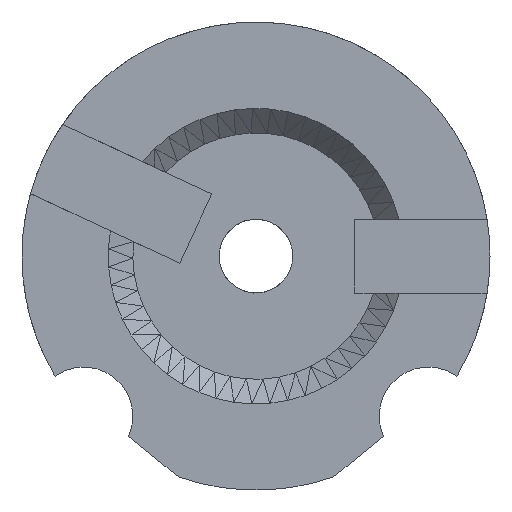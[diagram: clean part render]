
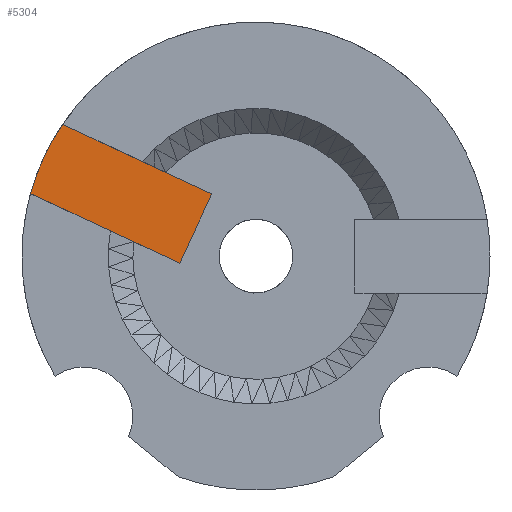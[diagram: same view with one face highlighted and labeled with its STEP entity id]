
A CAD part, left-side view. The second image highlights one B-rep face of the part: STEP entity #5304.
In plain terms, the highlighted planar face has unit normal (-1, 0, 0).
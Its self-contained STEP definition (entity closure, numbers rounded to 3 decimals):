
#400 = VERTEX_POINT('',#401);
#401 = CARTESIAN_POINT('',(50.,9.154,2.539));
#1642 = EDGE_CURVE('',#1643,#400,#1645,.T.);
#1643 = VERTEX_POINT('',#1644);
#1644 = CARTESIAN_POINT('',(50.,8.916,3.28));
#1645 = LINE('',#1646,#1647);
#1646 = CARTESIAN_POINT('',(50.,8.916,3.28));
#1647 = VECTOR('',#1648,1.);
#1648 = DIRECTION('',(0.,0.307,-0.952));
#1688 = EDGE_CURVE('',#1689,#1643,#1691,.T.);
#1689 = VERTEX_POINT('',#1690);
#1690 = CARTESIAN_POINT('',(50.,8.617,3.999));
#1691 = LINE('',#1692,#1693);
#1692 = CARTESIAN_POINT('',(50.,8.617,3.999));
#1693 = VECTOR('',#1694,1.);
#1694 = DIRECTION('',(0.,0.383,-0.924));
#1780 = VERTEX_POINT('',#1781);
#1781 = CARTESIAN_POINT('',(50.,8.261,4.691));
#1788 = EDGE_CURVE('',#1780,#1689,#1789,.T.);
#1789 = LINE('',#1790,#1791);
#1790 = CARTESIAN_POINT('',(50.,8.261,4.691));
#1791 = VECTOR('',#1792,1.);
#1792 = DIRECTION('',(0.,0.458,-0.889));
#1872 = VERTEX_POINT('',#1873);
#1873 = CARTESIAN_POINT('',(50.,7.85,5.351));
#1895 = EDGE_CURVE('',#1872,#1780,#1896,.T.);
#1896 = LINE('',#1897,#1898);
#1897 = CARTESIAN_POINT('',(50.,7.85,5.351));
#1898 = VECTOR('',#1899,1.);
#1899 = DIRECTION('',(0.,0.529,-0.849));
#4298 = VERTEX_POINT('',#4299);
#4299 = CARTESIAN_POINT('',(50.,3.101,-0.284));
#4305 = EDGE_CURVE('',#4298,#400,#4306,.T.);
#4306 = LINE('',#4307,#4308);
#4307 = CARTESIAN_POINT('',(50.,3.101,-0.284));
#4308 = VECTOR('',#4309,1.);
#4309 = DIRECTION('',(0.,0.906,0.423));
#4330 = VERTEX_POINT('',#4331);
#4331 = CARTESIAN_POINT('',(50.,1.791,2.526));
#4337 = EDGE_CURVE('',#4330,#4298,#4338,.T.);
#4338 = LINE('',#4339,#4340);
#4339 = CARTESIAN_POINT('',(50.,1.791,2.526));
#4340 = VECTOR('',#4341,1.);
#4341 = DIRECTION('',(0.,0.423,-0.906));
#4366 = EDGE_CURVE('',#1872,#4330,#4367,.T.);
#4367 = LINE('',#4368,#4369);
#4368 = CARTESIAN_POINT('',(50.,7.85,5.351));
#4369 = VECTOR('',#4370,1.);
#4370 = DIRECTION('',(0.,-0.906,-0.423));
#5304 = ADVANCED_FACE('',(#5305),#5314,.T.);
#5305 = FACE_BOUND('',#5306,.T.);
#5306 = EDGE_LOOP('',(#5307,#5308,#5309,#5310,#5311,#5312,#5313));
#5307 = ORIENTED_EDGE('',*,*,#4366,.F.);
#5308 = ORIENTED_EDGE('',*,*,#1895,.T.);
#5309 = ORIENTED_EDGE('',*,*,#1788,.T.);
#5310 = ORIENTED_EDGE('',*,*,#1688,.T.);
#5311 = ORIENTED_EDGE('',*,*,#1642,.T.);
#5312 = ORIENTED_EDGE('',*,*,#4305,.F.);
#5313 = ORIENTED_EDGE('',*,*,#4337,.F.);
#5314 = PLANE('',#5315);
#5315 = AXIS2_PLACEMENT_3D('',#5316,#5317,#5318);
#5316 = CARTESIAN_POINT('',(50.,5.487,2.54));
#5317 = DIRECTION('',(-1.,-0.,-0.));
#5318 = DIRECTION('',(0.,0.,-1.));
